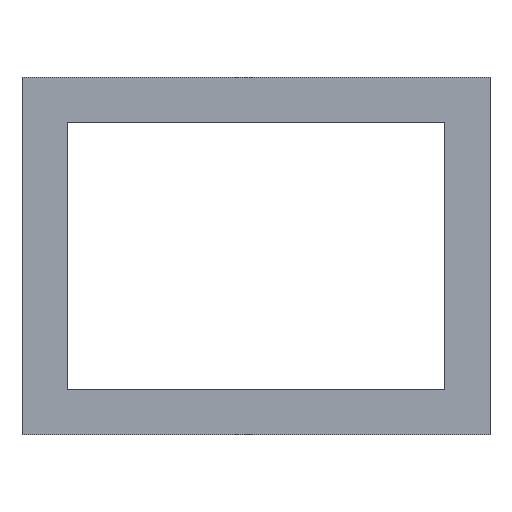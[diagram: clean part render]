
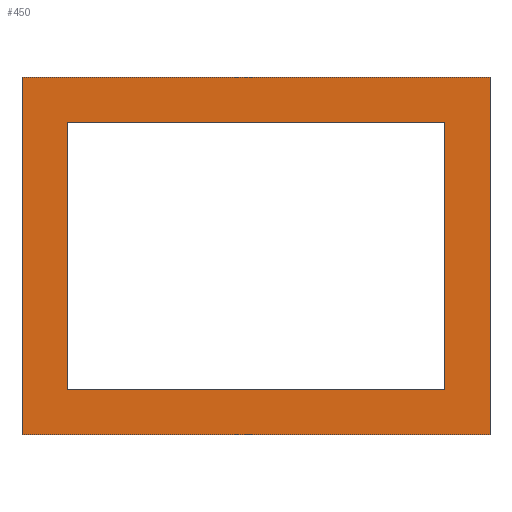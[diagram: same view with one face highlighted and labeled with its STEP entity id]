
A CAD part, front view. The second image highlights one B-rep face of the part: STEP entity #450.
In plain terms, the highlighted planar face has unit normal (0, -1, 0).
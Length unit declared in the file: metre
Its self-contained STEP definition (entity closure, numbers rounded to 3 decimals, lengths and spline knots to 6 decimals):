
#68=ORIENTED_EDGE('',*,*,#159,.F.);
#69=ORIENTED_EDGE('',*,*,#162,.T.);
#70=ORIENTED_EDGE('',*,*,#164,.T.);
#71=ORIENTED_EDGE('',*,*,#165,.F.);
#72=ORIENTED_EDGE('',*,*,#151,.F.);
#73=ORIENTED_EDGE('',*,*,#154,.T.);
#74=ORIENTED_EDGE('',*,*,#157,.T.);
#75=ORIENTED_EDGE('',*,*,#167,.F.);
#151=EDGE_CURVE('',#207,#204,#251,.T.);
#154=EDGE_CURVE('',#207,#209,#254,.T.);
#157=EDGE_CURVE('',#209,#211,#257,.T.);
#159=EDGE_CURVE('',#212,#213,#259,.T.);
#162=EDGE_CURVE('',#212,#214,#262,.T.);
#164=EDGE_CURVE('',#214,#215,#264,.T.);
#165=EDGE_CURVE('',#213,#215,#265,.T.);
#167=EDGE_CURVE('',#204,#211,#267,.T.);
#204=VERTEX_POINT('',#648);
#207=VERTEX_POINT('',#653);
#209=VERTEX_POINT('',#659);
#211=VERTEX_POINT('',#665);
#212=VERTEX_POINT('',#669);
#213=VERTEX_POINT('',#671);
#214=VERTEX_POINT('',#675);
#215=VERTEX_POINT('',#679);
#251=LINE('',#654,#311);
#254=LINE('',#660,#314);
#257=LINE('',#666,#317);
#259=LINE('',#670,#319);
#262=LINE('',#676,#322);
#264=LINE('',#680,#324);
#265=LINE('',#682,#325);
#267=LINE('',#685,#327);
#311=VECTOR('',#533,1.);
#314=VECTOR('',#538,1.);
#317=VECTOR('',#543,1.);
#319=VECTOR('',#547,1.);
#322=VECTOR('',#552,1.);
#324=VECTOR('',#556,1.);
#325=VECTOR('',#559,1.);
#327=VECTOR('',#563,1.);
#366=EDGE_LOOP('',(#68,#69,#70,#71));
#367=EDGE_LOOP('',(#72,#73,#74,#75));
#396=FACE_BOUND('',#366,.T.);
#397=FACE_BOUND('',#367,.T.);
#425=PLANE('',#488);
#450=ADVANCED_FACE('',(#396,#397),#425,.T.);
#488=AXIS2_PLACEMENT_3D('',#686,#564,#565);
#533=DIRECTION('',(-1.,0.,0.));
#538=DIRECTION('',(0.,0.,1.));
#543=DIRECTION('',(-1.,0.,0.));
#547=DIRECTION('',(0.,0.,1.));
#552=DIRECTION('',(-1.,0.,0.));
#556=DIRECTION('',(0.,0.,1.));
#559=DIRECTION('',(-1.,0.,0.));
#563=DIRECTION('',(0.,0.,1.));
#564=DIRECTION('',(0.,-1.,0.));
#565=DIRECTION('',(1.,0.,0.));
#648=CARTESIAN_POINT('',(-0.1055,-0.0048,-0.0805));
#653=CARTESIAN_POINT('',(0.1055,-0.0048,-0.0805));
#654=CARTESIAN_POINT('',(0.,-0.0048,-0.0805));
#659=CARTESIAN_POINT('',(0.1055,-0.0048,0.0805));
#660=CARTESIAN_POINT('',(0.1055,-0.0048,0.));
#665=CARTESIAN_POINT('',(-0.1055,-0.0048,0.0805));
#666=CARTESIAN_POINT('',(0.,-0.0048,0.0805));
#669=CARTESIAN_POINT('',(0.085,-0.0048,-0.06));
#670=CARTESIAN_POINT('',(0.085,-0.0048,0.));
#671=CARTESIAN_POINT('',(0.085,-0.0048,0.06));
#675=CARTESIAN_POINT('',(-0.085,-0.0048,-0.06));
#676=CARTESIAN_POINT('',(0.,-0.0048,-0.06));
#679=CARTESIAN_POINT('',(-0.085,-0.0048,0.06));
#680=CARTESIAN_POINT('',(-0.085,-0.0048,0.));
#682=CARTESIAN_POINT('',(0.,-0.0048,0.06));
#685=CARTESIAN_POINT('',(-0.1055,-0.0048,0.));
#686=CARTESIAN_POINT('',(0.,-0.0048,0.));
